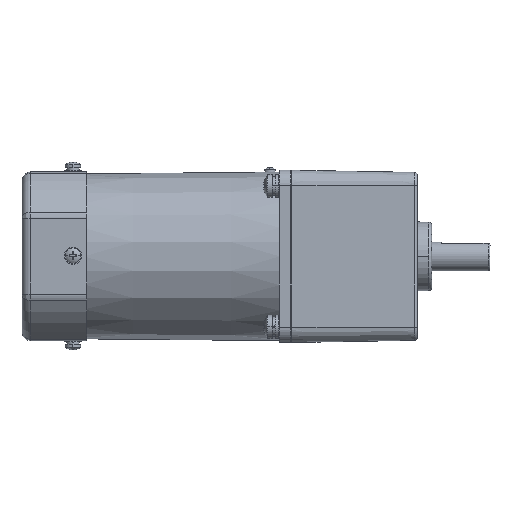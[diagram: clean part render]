
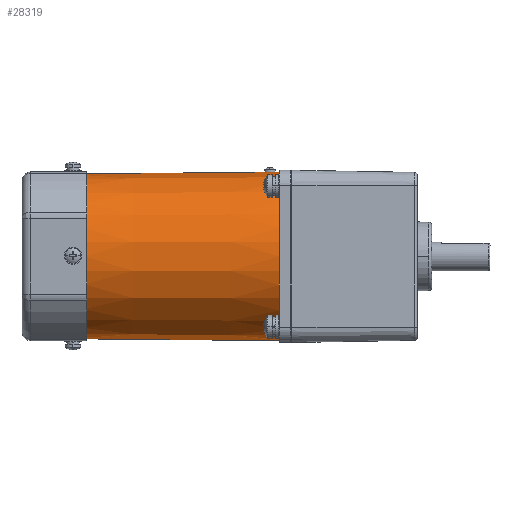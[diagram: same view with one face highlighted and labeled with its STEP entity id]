
A CAD part, front view. The second image highlights one B-rep face of the part: STEP entity #28319.
In plain terms, the highlighted conical face has half-angle 0.503 degrees and reference radius 43.236 mm.
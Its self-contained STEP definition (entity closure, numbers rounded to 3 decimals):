
#860 = EDGE_CURVE ( 'NONE', #13978, #27803, #17936, .T. ) ;
#2368 = LINE ( 'NONE', #12648, #4276 ) ;
#2573 = CARTESIAN_POINT ( 'NONE',  ( 2647.292, -775.157, 44. ) ) ;
#2796 = CIRCLE ( 'NONE', #21660, 43.105 ) ;
#3043 = CARTESIAN_POINT ( 'NONE',  ( 2647.292, -775.157, -44. ) ) ;
#3863 = DIRECTION ( 'NONE',  ( 1., 0., 0. ) ) ;
#4253 = CIRCLE ( 'NONE', #23117, 44. ) ;
#4276 = VECTOR ( 'NONE', #22946, 1000. ) ;
#5096 = DIRECTION ( 'NONE',  ( 1., 0., -0.009 ) ) ;
#5798 = CARTESIAN_POINT ( 'NONE',  ( 2560.293, -775.157, 43.236 ) ) ;
#6723 = CARTESIAN_POINT ( 'NONE',  ( 2545.293, -775.157, 43.105 ) ) ;
#6986 = CONICAL_SURFACE ( 'NONE', #25858, 43.236, 0.009 ) ;
#7111 = EDGE_CURVE ( 'NONE', #24221, #25857, #2368, .T. ) ;
#9554 = DIRECTION ( 'NONE',  ( 0., 0., -1. ) ) ;
#9675 = ORIENTED_EDGE ( 'NONE', *, *, #860, .T. ) ;
#10179 = ORIENTED_EDGE ( 'NONE', *, *, #25711, .F. ) ;
#10524 = ORIENTED_EDGE ( 'NONE', *, *, #24339, .F. ) ;
#10839 = CARTESIAN_POINT ( 'NONE',  ( 2545.293, -775.157, 0. ) ) ;
#11152 = CARTESIAN_POINT ( 'NONE',  ( 2545.293, -775.157, -43.105 ) ) ;
#11574 = VERTEX_POINT ( 'NONE', #6723 ) ;
#12648 = CARTESIAN_POINT ( 'NONE',  ( -2365.797, -775.157, 0. ) ) ;
#13978 = VERTEX_POINT ( 'NONE', #11152 ) ;
#14146 = DIRECTION ( 'NONE',  ( 0., 0., -1. ) ) ;
#15783 = EDGE_CURVE ( 'NONE', #27803, #24221, #4253, .T. ) ;
#16118 = DIRECTION ( 'NONE',  ( 1., 0., 0.009 ) ) ;
#16678 = FACE_OUTER_BOUND ( 'NONE', #30292, .T. ) ;
#16807 = VECTOR ( 'NONE', #16118, 1000. ) ;
#17356 = ORIENTED_EDGE ( 'NONE', *, *, #15783, .T. ) ;
#17936 = LINE ( 'NONE', #28197, #30373 ) ;
#20156 = ORIENTED_EDGE ( 'NONE', *, *, #7111, .T. ) ;
#21130 = DIRECTION ( 'NONE',  ( -1., 0., 0. ) ) ;
#21660 = AXIS2_PLACEMENT_3D ( 'NONE', #10839, #21130, #31400 ) ;
#22010 = CARTESIAN_POINT ( 'NONE',  ( 2637.292, -775.157, 43.912 ) ) ;
#22391 = CARTESIAN_POINT ( 'NONE',  ( 2647.292, -775.157, 0. ) ) ;
#22946 = DIRECTION ( 'NONE',  ( -1., 0., -0.009 ) ) ;
#23117 = AXIS2_PLACEMENT_3D ( 'NONE', #22391, #32651, #9554 ) ;
#24221 = VERTEX_POINT ( 'NONE', #2573 ) ;
#24339 = EDGE_CURVE ( 'NONE', #13978, #11574, #2796, .T. ) ;
#25711 = EDGE_CURVE ( 'NONE', #11574, #25857, #28913, .T. ) ;
#25857 = VERTEX_POINT ( 'NONE', #22010 ) ;
#25858 = AXIS2_PLACEMENT_3D ( 'NONE', #26959, #3863, #14146 ) ;
#26959 = CARTESIAN_POINT ( 'NONE',  ( 2560.293, -775.157, 0. ) ) ;
#27803 = VERTEX_POINT ( 'NONE', #3043 ) ;
#28197 = CARTESIAN_POINT ( 'NONE',  ( 2560.293, -775.157, -43.236 ) ) ;
#28319 = ADVANCED_FACE ( 'NONE', ( #16678 ), #6986, .T. ) ;
#28913 = LINE ( 'NONE', #5798, #16807 ) ;
#30292 = EDGE_LOOP ( 'NONE', ( #10179, #10524, #9675, #17356, #20156 ) ) ;
#30373 = VECTOR ( 'NONE', #5096, 1000. ) ;
#31400 = DIRECTION ( 'NONE',  ( 0., 0., 1. ) ) ;
#32651 = DIRECTION ( 'NONE',  ( -1., 0., 0. ) ) ;
